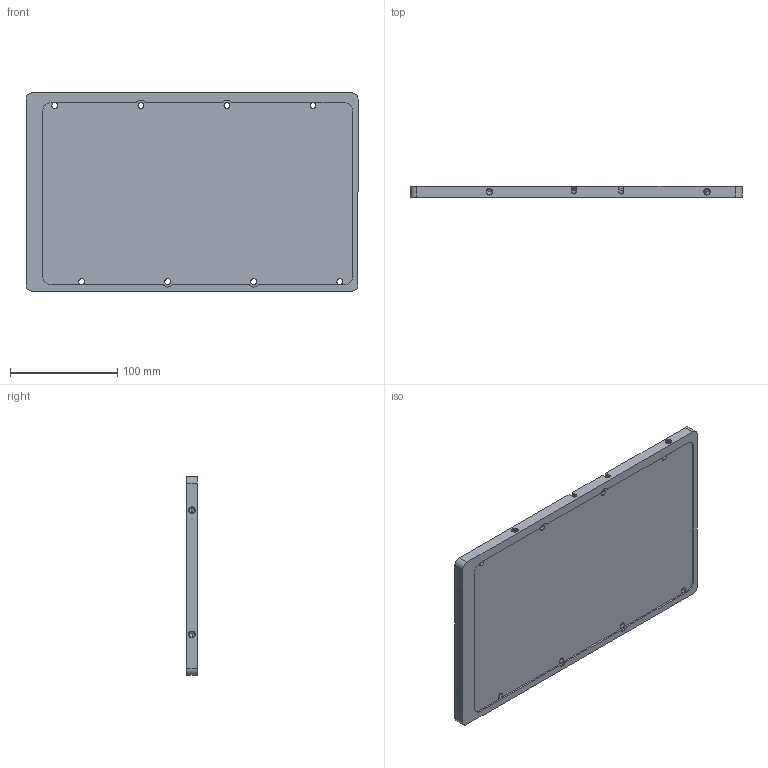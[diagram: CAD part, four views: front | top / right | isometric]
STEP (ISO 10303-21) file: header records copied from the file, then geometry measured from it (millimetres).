
FILE_DESCRIPTION (( 'STEP AP203' ), '1' );
FILE_NAME ('Cold_Plate_Machining.STEP', '2025-01-16T19:06:43', ( '' ), ( '' ), 'SwSTEP 2.0', 'SolidWorks 2024', '' );
FILE_SCHEMA (( 'CONFIG_CONTROL_DESIGN' ));
Length unit declared in the file: millimetre
Products named in the file (1): Cold_Plate_Machining
Bounding box: 309.7 x 10 x 185.3 mm (x, y, z)
Volume: 329803.9 mm3; surface area: 152978.5 mm2
Topology: 1 solids, 1 shells, 459 faces, 1213 edges, 770 vertices
Faces by surface type: cylinder 277, plane 126, torus 24, cone 16, bspline 16
Entity records: 23981 total; most frequent: CARTESIAN_POINT 12983, ORIENTED_EDGE 2410, DIRECTION 2242, EDGE_CURVE 1205, AXIS2_PLACEMENT_3D 837, VERTEX_POINT 770, LINE 568, VECTOR 568
